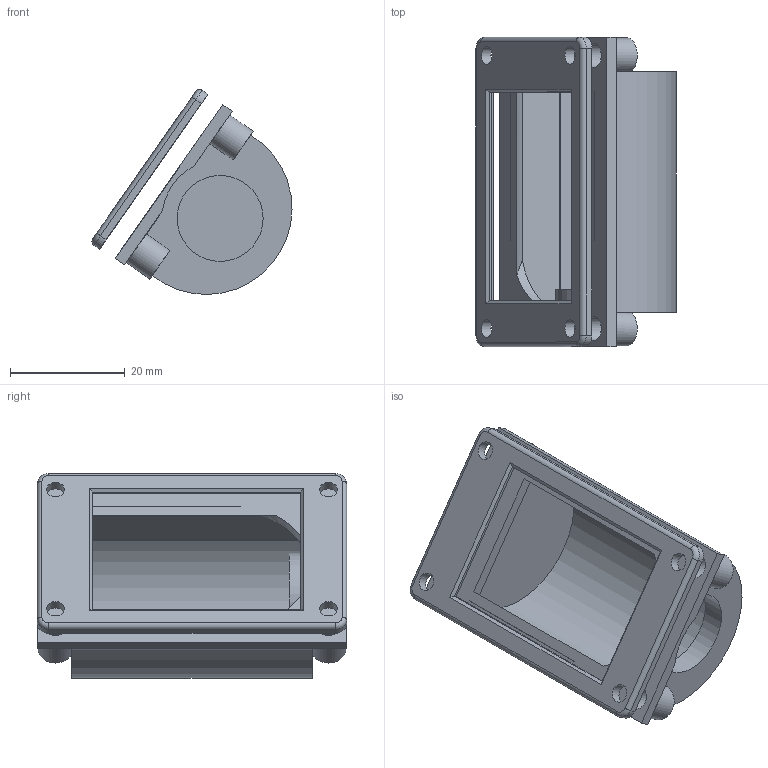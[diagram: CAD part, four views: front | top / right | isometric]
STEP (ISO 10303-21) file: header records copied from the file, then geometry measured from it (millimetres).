
FILE_DESCRIPTION(/* description */ (''),/* implementation_level */ '2;1');
FILE_NAME(/* name */ 'Right Circuit Breaker Bracket with Light v4.step',/* time_stamp */ '2021-10-10T07:37:51+10:00',/* author */ (''),/* organization */ (''),/* preprocessor_version */ 'ST-DEVELOPER v18.1',/* originating_system */ 'Autodesk Translation Framework v10.10.0.1391',/* authorisation */ '');
FILE_SCHEMA (('AUTOMOTIVE_DESIGN { 1 0 10303 214 3 1 1 }'));
Length unit declared in the file: millimetre
Products named in the file (1): Right Circuit Breaker Bracket with Light
Bounding box: 34.93 x 54 x 35.77 mm (x, y, z)
Volume: 8376 mm3; surface area: 11672.2 mm2
Topology: 2 solids, 2 shells, 81 faces, 202 edges, 130 vertices
Faces by surface type: plane 45, cylinder 32, torus 4
Full cylindrical faces by diameter (mm): 3.1 x4, 4.2 x4, 14.998 x1, 17.063 x1
Entity records: 2492 total; most frequent: CARTESIAN_POINT 442, DIRECTION 422, ORIENTED_EDGE 404, EDGE_CURVE 202, AXIS2_PLACEMENT_3D 146, LINE 130, VECTOR 130, VERTEX_POINT 130
